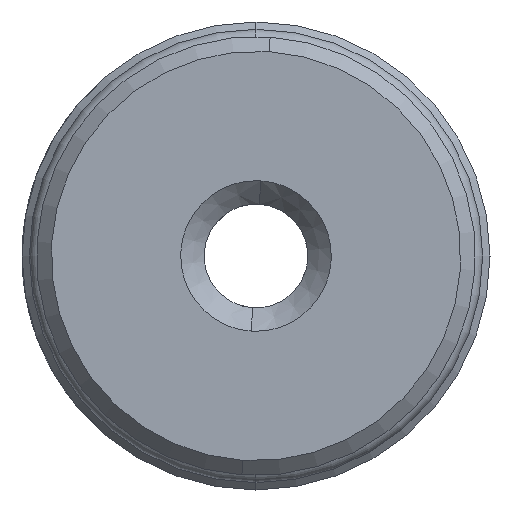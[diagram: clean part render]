
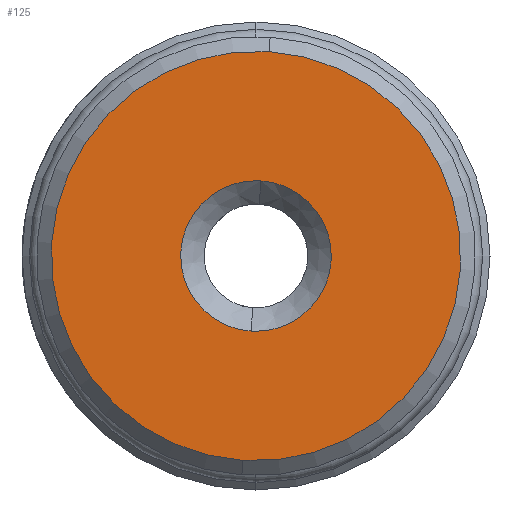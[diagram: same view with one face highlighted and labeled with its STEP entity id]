
A CAD part, left-side view. The second image highlights one B-rep face of the part: STEP entity #125.
In plain terms, the highlighted planar face has unit normal (-1, 0, 0).
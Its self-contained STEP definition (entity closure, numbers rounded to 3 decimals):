
#5 = CARTESIAN_POINT ( 'NONE',  ( -36.387, 0.449, -6.986 ) ) ;
#50 = CARTESIAN_POINT ( 'NONE',  ( -36.387, 0., 0. ) ) ;
#51 = DIRECTION ( 'NONE',  ( 1., 0., 0. ) ) ;
#125 = ADVANCED_FACE ( 'NONE', ( #781, #1306 ), #1087, .T. ) ;
#193 = DIRECTION ( 'NONE',  ( 0., 0.064, -0.998 ) ) ;
#271 = DIRECTION ( 'NONE',  ( 1., 0., 0. ) ) ;
#277 = CARTESIAN_POINT ( 'NONE',  ( -36.387, 0., 0. ) ) ;
#302 = ORIENTED_EDGE ( 'NONE', *, *, #1187, .T. ) ;
#339 = CARTESIAN_POINT ( 'NONE',  ( -36.387, -0.165, 2.57 ) ) ;
#543 = CIRCLE ( 'NONE', #843, 2.575 ) ;
#563 = EDGE_CURVE ( 'NONE', #909, #1067, #1129, .T. ) ;
#620 = ORIENTED_EDGE ( 'NONE', *, *, #672, .F. ) ;
#672 = EDGE_CURVE ( 'NONE', #1067, #909, #1415, .T. ) ;
#753 = CIRCLE ( 'NONE', #842, 2.575 ) ;
#768 = AXIS2_PLACEMENT_3D ( 'NONE', #1038, #1080, #1061 ) ;
#781 = FACE_BOUND ( 'NONE', #1003, .T. ) ;
#804 = AXIS2_PLACEMENT_3D ( 'NONE', #277, #271, #193 ) ;
#842 = AXIS2_PLACEMENT_3D ( 'NONE', #50, #51, #1106 ) ;
#843 = AXIS2_PLACEMENT_3D ( 'NONE', #1131, #1350, #1355 ) ;
#844 = VERTEX_POINT ( 'NONE', #880 ) ;
#880 = CARTESIAN_POINT ( 'NONE',  ( -36.387, 0.165, -2.57 ) ) ;
#909 = VERTEX_POINT ( 'NONE', #5 ) ;
#1003 = EDGE_LOOP ( 'NONE', ( #1144, #302 ) ) ;
#1038 = CARTESIAN_POINT ( 'NONE',  ( -36.387, 0., 0. ) ) ;
#1061 = DIRECTION ( 'NONE',  ( 0., 0.064, -0.998 ) ) ;
#1067 = VERTEX_POINT ( 'NONE', #1321 ) ;
#1069 = CARTESIAN_POINT ( 'NONE',  ( -36.387, 2.57, 0.165 ) ) ;
#1080 = DIRECTION ( 'NONE',  ( 1., 0., 0. ) ) ;
#1087 = PLANE ( 'NONE',  #1252 ) ;
#1106 = DIRECTION ( 'NONE',  ( 0., 0.064, -0.998 ) ) ;
#1129 = CIRCLE ( 'NONE', #768, 7. ) ;
#1131 = CARTESIAN_POINT ( 'NONE',  ( -36.387, 0., 0. ) ) ;
#1144 = ORIENTED_EDGE ( 'NONE', *, *, #1194, .T. ) ;
#1166 = DIRECTION ( 'NONE',  ( -1., 0., 0. ) ) ;
#1175 = DIRECTION ( 'NONE',  ( 0., -0.064, 0.998 ) ) ;
#1187 = EDGE_CURVE ( 'NONE', #844, #1377, #753, .T. ) ;
#1194 = EDGE_CURVE ( 'NONE', #1377, #844, #543, .T. ) ;
#1221 = EDGE_LOOP ( 'NONE', ( #1286, #620 ) ) ;
#1252 = AXIS2_PLACEMENT_3D ( 'NONE', #1069, #1166, #1175 ) ;
#1286 = ORIENTED_EDGE ( 'NONE', *, *, #563, .F. ) ;
#1306 = FACE_OUTER_BOUND ( 'NONE', #1221, .T. ) ;
#1321 = CARTESIAN_POINT ( 'NONE',  ( -36.387, -0.449, 6.986 ) ) ;
#1350 = DIRECTION ( 'NONE',  ( 1., 0., 0. ) ) ;
#1355 = DIRECTION ( 'NONE',  ( 0., 0.064, -0.998 ) ) ;
#1377 = VERTEX_POINT ( 'NONE', #339 ) ;
#1415 = CIRCLE ( 'NONE', #804, 7. ) ;
